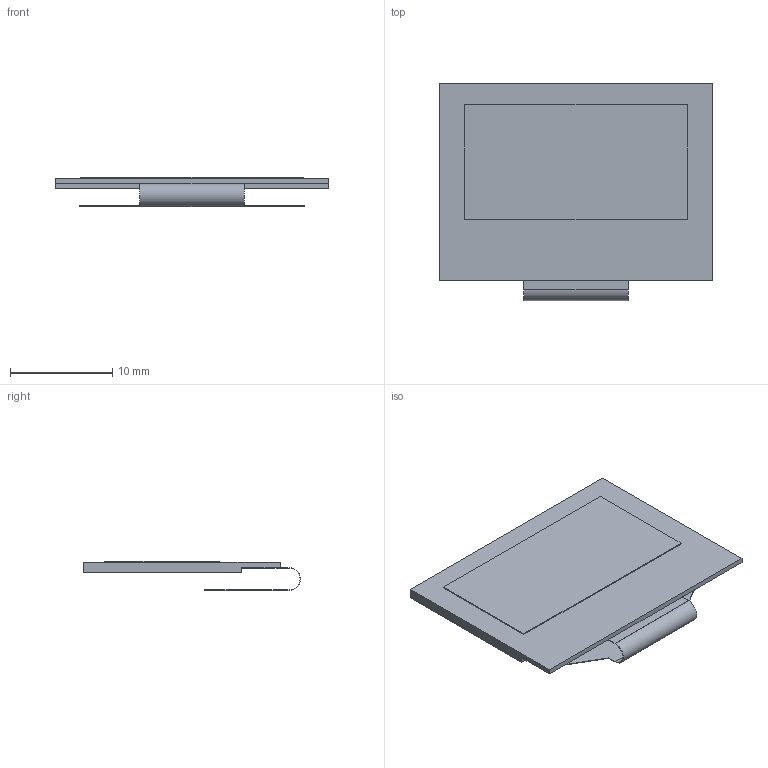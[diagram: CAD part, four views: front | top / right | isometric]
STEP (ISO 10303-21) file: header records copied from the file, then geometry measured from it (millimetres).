
FILE_DESCRIPTION(/* description */ (''),/* implementation_level */ '2;1');
FILE_NAME(/* name */ 'OLED v0.step',/* time_stamp */ '2020-02-22T02:12:25-08:00',/* author */ (''),/* organization */ (''),/* preprocessor_version */ 'ST-DEVELOPER v18',/* originating_system */ 'Autodesk Translation Framework v8.12.0.6',/* authorisation */ '');
FILE_SCHEMA (('AUTOMOTIVE_DESIGN { 1 0 10303 214 3 1 1 }'));
Length unit declared in the file: millimetre
Products named in the file (1): OLED
Bounding box: 26.7 x 21.26 x 2.86 mm (x, y, z)
Volume: 500.3 mm3; surface area: 1519.1 mm2
Topology: 1 solids, 1 shells, 147 faces, 430 edges, 286 vertices
Faces by surface type: plane 145, cylinder 2
Entity records: 4863 total; most frequent: CARTESIAN_POINT 864, ORIENTED_EDGE 860, DIRECTION 730, EDGE_CURVE 430, LINE 426, VECTOR 426, VERTEX_POINT 286, AXIS2_PLACEMENT_3D 152
